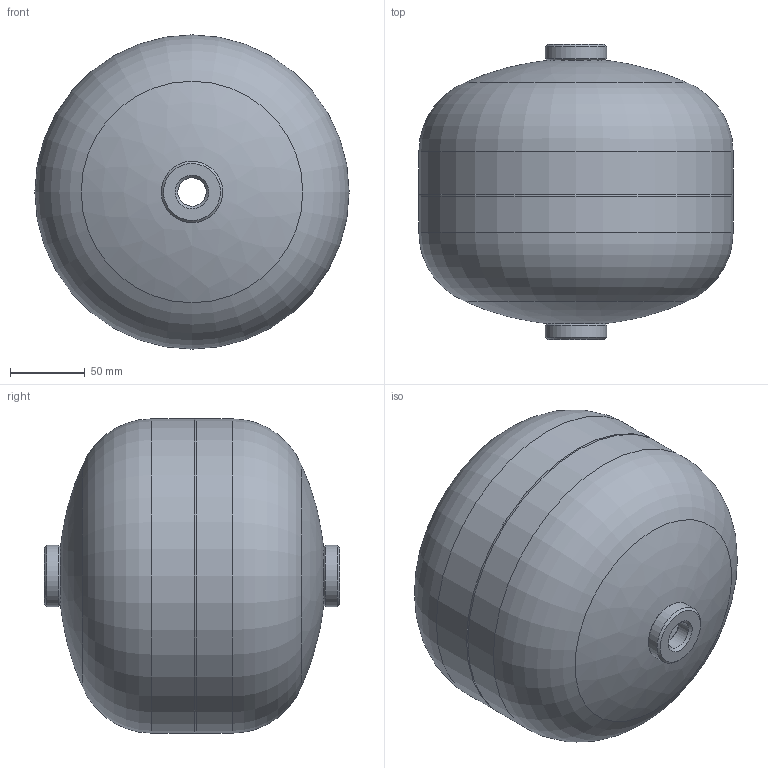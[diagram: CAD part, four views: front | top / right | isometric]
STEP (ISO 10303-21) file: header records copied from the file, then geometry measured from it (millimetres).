
FILE_DESCRIPTION(/* description */ (''),/* implementation_level */ '2;1');
FILE_NAME(/* name */ 'bhl_5-11_p2.stp',/* time_stamp */ '2018-06-07T14:14:52+02:00',/* author */ ('leitheußer'),/* organization */ (''),/* preprocessor_version */ 'ST-DEVELOPER v15.6',/* originating_system */ 'Autodesk Inventor LT ',/* authorisation */ '');
FILE_SCHEMA (('AUTOMOTIVE_DESIGN { 1 0 10303 214 3 1 1 }'));
Length unit declared in the file: millimetre
Products named in the file (1): Assieme1 SERBATOIO 4,8L - 2VIE
Bounding box: 209.98 x 197.14 x 209.98 mm (x, y, z)
Volume: 277539.2 mm3; surface area: 294075.2 mm2
Topology: 4 solids, 4 shells, 46 faces, 96 edges, 58 vertices
Faces by surface type: cylinder 14, cone 12, torus 8, plane 8, bspline 4
Full cylindrical faces by diameter (mm): 19 x2, 32.1 x2, 32.4 x2, 41 x2, 202.776 x1, 206.376 x3, 209.976 x2
Entity records: 1125 total; most frequent: CARTESIAN_POINT 267, DIRECTION 190, ORIENTED_EDGE 112, AXIS2_PLACEMENT_3D 95, EDGE_LOOP 88, EDGE_CURVE 56, CIRCLE 52, VERTEX_POINT 52
